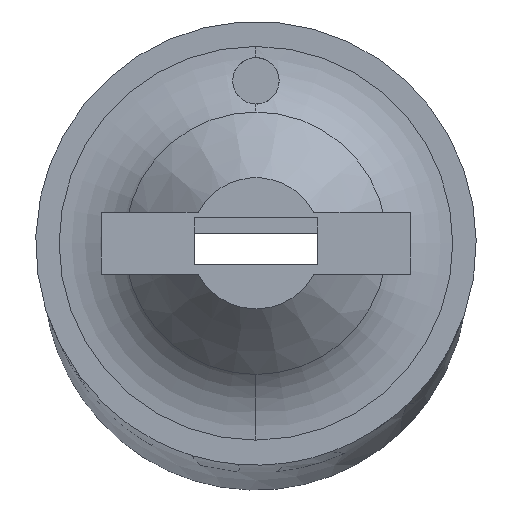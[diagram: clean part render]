
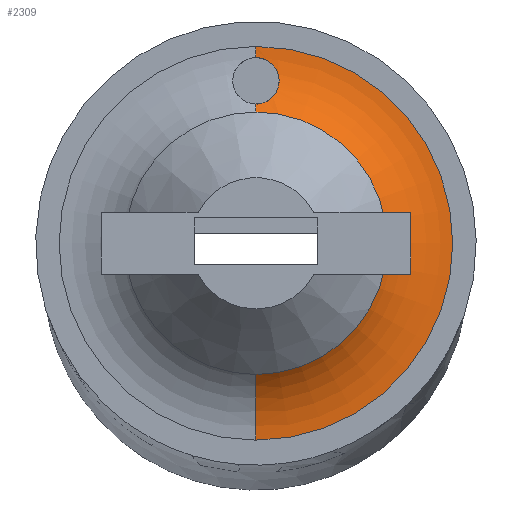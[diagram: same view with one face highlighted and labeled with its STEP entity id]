
A CAD part, front view. The second image highlights one B-rep face of the part: STEP entity #2309.
In plain terms, the highlighted toroidal (fillet/blend) face has major radius 6.363 mm and minor radius 3 mm.
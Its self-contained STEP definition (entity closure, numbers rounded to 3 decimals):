
#6 = AXIS2_PLACEMENT_3D ( 'NONE', #731, #2613, #1000 ) ;
#36 = ORIENTED_EDGE ( 'NONE', *, *, #1782, .T. ) ;
#50 = CARTESIAN_POINT ( 'NONE',  ( 0., -3., -6.363 ) ) ;
#120 = CARTESIAN_POINT ( 'NONE',  ( 0., -0.879, 4.241 ) ) ;
#309 = DIRECTION ( 'NONE',  ( 0., 0., -1. ) ) ;
#325 = DIRECTION ( 'NONE',  ( 0., 1., 0. ) ) ;
#336 = CARTESIAN_POINT ( 'NONE',  ( 0., -0.648, 4.5 ) ) ;
#367 = CIRCLE ( 'NONE', #2218, 6.363 ) ;
#470 = CARTESIAN_POINT ( 'NONE',  ( 0., -0.648, 4.5 ) ) ;
#567 = CARTESIAN_POINT ( 'NONE',  ( 0., -3., 0. ) ) ;
#568 = CARTESIAN_POINT ( 'NONE',  ( 0.102, -0.648, 4.5 ) ) ;
#587 = CIRCLE ( 'NONE', #609, 3. ) ;
#589 = CARTESIAN_POINT ( 'NONE',  ( 0.205, -0.628, 4.522 ) ) ;
#609 = AXIS2_PLACEMENT_3D ( 'NONE', #1001, #1039, #3432 ) ;
#613 = FACE_OUTER_BOUND ( 'NONE', #1189, .T. ) ;
#629 = VERTEX_POINT ( 'NONE', #336 ) ;
#731 = CARTESIAN_POINT ( 'NONE',  ( 0., -0.879, 0. ) ) ;
#817 = CARTESIAN_POINT ( 'NONE',  ( 0.386, -0.561, 4.599 ) ) ;
#828 = CARTESIAN_POINT ( 'NONE',  ( 0.646, -0.379, 4.857 ) ) ;
#990 = CARTESIAN_POINT ( 'NONE',  ( 0.462, -0.519, 4.652 ) ) ;
#1000 = DIRECTION ( 'NONE',  ( 0., 0., -1. ) ) ;
#1001 = CARTESIAN_POINT ( 'NONE',  ( 0., -3., 6.363 ) ) ;
#1039 = DIRECTION ( 'NONE',  ( -1., 0., 0. ) ) ;
#1107 = CARTESIAN_POINT ( 'NONE',  ( 0.594, -0.426, 4.782 ) ) ;
#1183 = EDGE_CURVE ( 'NONE', #2765, #629, #2052, .T. ) ;
#1189 = EDGE_LOOP ( 'NONE', ( #2459, #2512, #36, #2943, #2190, #1358, #2067 ) ) ;
#1260 = CARTESIAN_POINT ( 'NONE',  ( 0.722, -0.287, 5.027 ) ) ;
#1292 = EDGE_CURVE ( 'NONE', #629, #2607, #587, .T. ) ;
#1301 = CARTESIAN_POINT ( 'NONE',  ( 0.745, -0.244, 5.119 ) ) ;
#1341 = CARTESIAN_POINT ( 'NONE',  ( 0.754, -0.169, 5.311 ) ) ;
#1353 = CARTESIAN_POINT ( 'NONE',  ( 0.739, -0.138, 5.41 ) ) ;
#1357 = CARTESIAN_POINT ( 'NONE',  ( 0., -3., 6.363 ) ) ;
#1358 = ORIENTED_EDGE ( 'NONE', *, *, #3117, .F. ) ;
#1368 = DIRECTION ( 'NONE',  ( 0., -1., 0. ) ) ;
#1392 = VERTEX_POINT ( 'NONE', #1499 ) ;
#1403 = CARTESIAN_POINT ( 'NONE',  ( 0., 0., 6.363 ) ) ;
#1408 = CARTESIAN_POINT ( 'NONE',  ( 0.672, -0.088, 5.597 ) ) ;
#1499 = CARTESIAN_POINT ( 'NONE',  ( 0., 0., -6.363 ) ) ;
#1510 = CARTESIAN_POINT ( 'NONE',  ( 0., 0., 0. ) ) ;
#1512 = TOROIDAL_SURFACE ( 'NONE', #1835, 6.363, 3. ) ;
#1566 = CARTESIAN_POINT ( 'NONE',  ( 0.103, -0.022, 6. ) ) ;
#1577 = CARTESIAN_POINT ( 'NONE',  ( 0.48, -0.043, 5.835 ) ) ;
#1611 = CARTESIAN_POINT ( 'NONE',  ( 0.395, -0.034, 5.896 ) ) ;
#1628 = DIRECTION ( 'NONE',  ( 0., 0., 1. ) ) ;
#1643 = DIRECTION ( 'NONE',  ( 0., 0., 1. ) ) ;
#1664 = CARTESIAN_POINT ( 'NONE',  ( 0.619, -0.069, 5.686 ) ) ;
#1771 = DIRECTION ( 'NONE',  ( 0., 0., 1. ) ) ;
#1782 = EDGE_CURVE ( 'NONE', #1992, #2765, #3347, .T. ) ;
#1814 = VERTEX_POINT ( 'NONE', #1892 ) ;
#1835 = AXIS2_PLACEMENT_3D ( 'NONE', #567, #325, #1643 ) ;
#1840 = EDGE_CURVE ( 'NONE', #1814, #3073, #2645, .T. ) ;
#1876 = CARTESIAN_POINT ( 'NONE',  ( 0.206, -0.024, 5.978 ) ) ;
#1892 = CARTESIAN_POINT ( 'NONE',  ( 0., -0.879, -4.241 ) ) ;
#1893 = DIRECTION ( 'NONE',  ( 1., 0., 0. ) ) ;
#1992 = VERTEX_POINT ( 'NONE', #1403 ) ;
#2011 = CARTESIAN_POINT ( 'NONE',  ( 0., -0.022, 6. ) ) ;
#2023 = AXIS2_PLACEMENT_3D ( 'NONE', #50, #1893, #309 ) ;
#2052 = B_SPLINE_CURVE_WITH_KNOTS ( 'NONE', 3,
 ( #2716, #1566, #1876, #1611, #1577, #1664, #1408, #1353, #1341, #1301, #1260, #828, #1107, #990, #817, #589, #568, #470 ),
 .UNSPECIFIED., .F., .F.,
 ( 4, 2, 2, 2, 2, 2, 2, 2, 4 ),
 ( 0.002, 0.002, 0.003, 0.003, 0.003, 0.003, 0.004, 0.004, 0.004 ),
 .UNSPECIFIED. ) ;
#2067 = ORIENTED_EDGE ( 'NONE', *, *, #1840, .F. ) ;
#2096 = AXIS2_PLACEMENT_3D ( 'NONE', #1357, #3228, #1628 ) ;
#2108 = CARTESIAN_POINT ( 'NONE',  ( 4.241, -0.879, 0. ) ) ;
#2190 = ORIENTED_EDGE ( 'NONE', *, *, #1292, .T. ) ;
#2218 = AXIS2_PLACEMENT_3D ( 'NONE', #1510, #3374, #1771 ) ;
#2285 = AXIS2_PLACEMENT_3D ( 'NONE', #2974, #1368, #3236 ) ;
#2309 = ADVANCED_FACE ( 'NONE', ( #613 ), #1512, .F. ) ;
#2459 = ORIENTED_EDGE ( 'NONE', *, *, #3451, .F. ) ;
#2512 = ORIENTED_EDGE ( 'NONE', *, *, #2813, .F. ) ;
#2607 = VERTEX_POINT ( 'NONE', #120 ) ;
#2613 = DIRECTION ( 'NONE',  ( 0., -1., 0. ) ) ;
#2645 = CIRCLE ( 'NONE', #2285, 4.241 ) ;
#2716 = CARTESIAN_POINT ( 'NONE',  ( 0., -0.022, 6. ) ) ;
#2765 = VERTEX_POINT ( 'NONE', #2011 ) ;
#2795 = CIRCLE ( 'NONE', #2023, 3. ) ;
#2813 = EDGE_CURVE ( 'NONE', #1992, #1392, #367, .T. ) ;
#2943 = ORIENTED_EDGE ( 'NONE', *, *, #1183, .T. ) ;
#2974 = CARTESIAN_POINT ( 'NONE',  ( 0., -0.879, 0. ) ) ;
#3073 = VERTEX_POINT ( 'NONE', #2108 ) ;
#3117 = EDGE_CURVE ( 'NONE', #3073, #2607, #3418, .T. ) ;
#3228 = DIRECTION ( 'NONE',  ( -1., 0., 0. ) ) ;
#3236 = DIRECTION ( 'NONE',  ( 0., 0., -1. ) ) ;
#3347 = CIRCLE ( 'NONE', #2096, 3. ) ;
#3374 = DIRECTION ( 'NONE',  ( 0., 1., 0. ) ) ;
#3418 = CIRCLE ( 'NONE', #6, 4.241 ) ;
#3432 = DIRECTION ( 'NONE',  ( 0., 0., 1. ) ) ;
#3451 = EDGE_CURVE ( 'NONE', #1392, #1814, #2795, .T. ) ;
